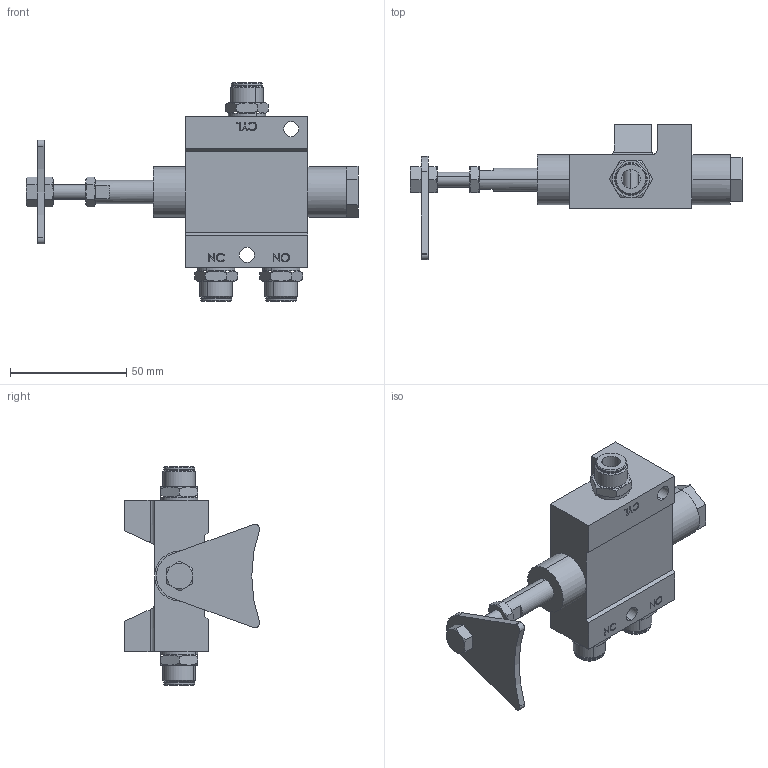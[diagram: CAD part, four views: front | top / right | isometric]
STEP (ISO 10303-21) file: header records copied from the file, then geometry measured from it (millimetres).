
FILE_DESCRIPTION (( 'STEP AP214' ), '1' );
FILE_NAME ('GPVIN.STEP', '2013-04-29T12:58:57', ( 'Admin2' ), ( '' ), 'SwSTEP 2.0', 'SolidWorks 2010', '' );
FILE_SCHEMA (( 'AUTOMOTIVE_DESIGN' ));
Length unit declared in the file: millimetre
Products named in the file (1): GPVIN
Bounding box: 142.74 x 58.07 x 94 mm (x, y, z)
Surface area: 25761.8 mm2 (no closed solid volume)
Topology: 0 solids, 12 shells, 261 faces, 707 edges, 458 vertices
Faces by surface type: plane 129, cone 54, cylinder 52, bspline 26
Entity records: 13208 total; most frequent: CARTESIAN_POINT 4059, ORIENTED_EDGE 1274, DIRECTION 1213, EDGE_CURVE 707, VERTEX_POINT 458, AXIS2_PLACEMENT_3D 436, VECTOR 341, LINE 341
